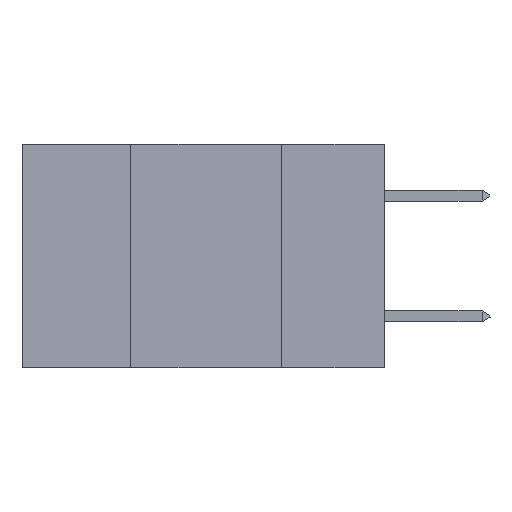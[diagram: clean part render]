
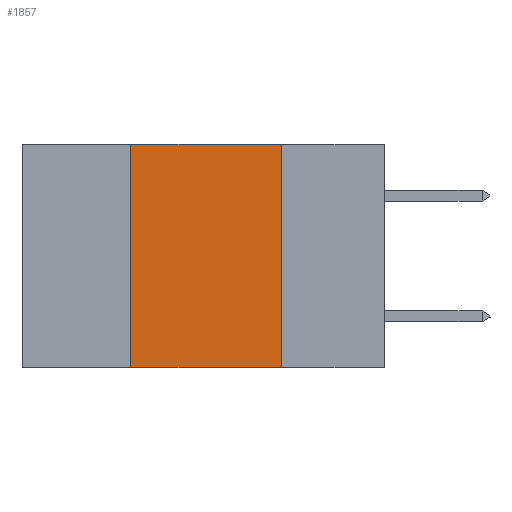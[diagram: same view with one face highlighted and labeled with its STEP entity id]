
A CAD part, left-side view. The second image highlights one B-rep face of the part: STEP entity #1857.
In plain terms, the highlighted planar face has unit normal (-1, 0, 0).
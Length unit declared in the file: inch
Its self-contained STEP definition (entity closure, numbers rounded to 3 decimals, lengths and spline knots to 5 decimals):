
#379 = DIRECTION ( 'NONE',  ( 0., -1., 0. ) ) ;
#593 = CARTESIAN_POINT ( 'NONE',  ( 0., 0.42, 0. ) ) ;
#633 = CARTESIAN_POINT ( 'NONE',  ( 0., 0.17, 0. ) ) ;
#735 = DIRECTION ( 'NONE',  ( 0., 0., -1. ) ) ;
#992 = EDGE_CURVE ( 'NONE', #3392, #7509, #2581, .T. ) ;
#1122 = CARTESIAN_POINT ( 'NONE',  ( 0., 0.17, -0.37 ) ) ;
#1144 = AXIS2_PLACEMENT_3D ( 'NONE', #9383, #1431, #735 ) ;
#1431 = DIRECTION ( 'NONE',  ( 1., 0., 0. ) ) ;
#1857 = ADVANCED_FACE ( 'NONE', ( #3936 ), #3776, .F. ) ;
#2287 = VECTOR ( 'NONE', #10195, 39.37008 ) ;
#2469 = LINE ( 'NONE', #633, #9627 ) ;
#2535 = LINE ( 'NONE', #593, #2287 ) ;
#2581 = LINE ( 'NONE', #4584, #9604 ) ;
#2833 = ORIENTED_EDGE ( 'NONE', *, *, #4733, .F. ) ;
#3066 = ORIENTED_EDGE ( 'NONE', *, *, #7909, .F. ) ;
#3392 = VERTEX_POINT ( 'NONE', #7865 ) ;
#3776 = PLANE ( 'NONE',  #1144 ) ;
#3936 = FACE_OUTER_BOUND ( 'NONE', #8988, .T. ) ;
#4000 = DIRECTION ( 'NONE',  ( 0., 0., -1. ) ) ;
#4494 = LINE ( 'NONE', #6793, #6118 ) ;
#4584 = CARTESIAN_POINT ( 'NONE',  ( 0., 0.6, 0. ) ) ;
#4733 = EDGE_CURVE ( 'NONE', #7379, #3392, #2535, .T. ) ;
#5381 = DIRECTION ( 'NONE',  ( 0., -1., 0. ) ) ;
#5614 = ORIENTED_EDGE ( 'NONE', *, *, #992, .F. ) ;
#5723 = EDGE_CURVE ( 'NONE', #7379, #5757, #4494, .T. ) ;
#5757 = VERTEX_POINT ( 'NONE', #1122 ) ;
#6118 = VECTOR ( 'NONE', #379, 39.37008 ) ;
#6793 = CARTESIAN_POINT ( 'NONE',  ( 0., 0.6, -0.37 ) ) ;
#7118 = CARTESIAN_POINT ( 'NONE',  ( 0., 0.17, 0. ) ) ;
#7379 = VERTEX_POINT ( 'NONE', #10336 ) ;
#7509 = VERTEX_POINT ( 'NONE', #7118 ) ;
#7865 = CARTESIAN_POINT ( 'NONE',  ( 0., 0.42, 0. ) ) ;
#7909 = EDGE_CURVE ( 'NONE', #7509, #5757, #2469, .T. ) ;
#8988 = EDGE_LOOP ( 'NONE', ( #3066, #5614, #2833, #9337 ) ) ;
#9337 = ORIENTED_EDGE ( 'NONE', *, *, #5723, .T. ) ;
#9383 = CARTESIAN_POINT ( 'NONE',  ( 0., 0.6, 0. ) ) ;
#9604 = VECTOR ( 'NONE', #5381, 39.37008 ) ;
#9627 = VECTOR ( 'NONE', #4000, 39.37008 ) ;
#10195 = DIRECTION ( 'NONE',  ( 0., 0., 1. ) ) ;
#10336 = CARTESIAN_POINT ( 'NONE',  ( 0., 0.42, -0.37 ) ) ;
